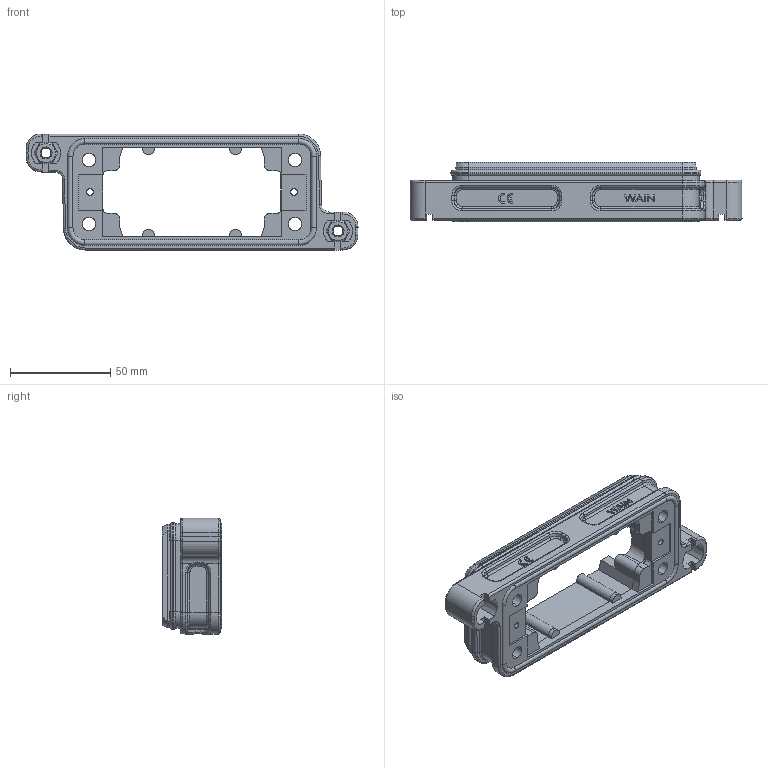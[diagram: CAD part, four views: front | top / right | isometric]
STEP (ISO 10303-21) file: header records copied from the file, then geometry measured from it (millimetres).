
FILE_DESCRIPTION(/* description */ (''),/* implementation_level */ '2;1');
FILE_NAME(/* name */ '3D_1136163201001_HP16B_H-BK-2H_V1.1.STP',/* time_stamp */ '2024-01-25T10:43:01+08:00',/* author */ (''),/* organization */ (''),/* preprocessor_version */ 'ST-DEVELOPER v18.1',/* originating_system */ 'SIEMENS PLM Software NX 1980',/* authorisation */ '');
FILE_SCHEMA (('AP203_CONFIGURATION_CONTROLLED_3D_DESIGN_OF_MECHANICAL_PARTS_AND_ASSEMBLIES_MIM_LF { 1 0 10303 403 2 1 2}'));
Length unit declared in the file: millimetre
Products named in the file (1): temp
Bounding box: 166 x 29.6 x 58 mm (x, y, z)
Volume: 70299.5 mm3; surface area: 39583.5 mm2
Topology: 11 solids, 13 shells, 759 faces, 1906 edges, 1184 vertices
Faces by surface type: plane 388, cylinder 176, cone 99, torus 64, bspline 16, extrusion 16
Entity records: 23866 total; most frequent: CARTESIAN_POINT 6647, ORIENTED_EDGE 3812, DIRECTION 3102, EDGE_CURVE 1906, VERTEX_POINT 1184, AXIS2_PLACEMENT_3D 1040, VECTOR 1022, LINE 1006
